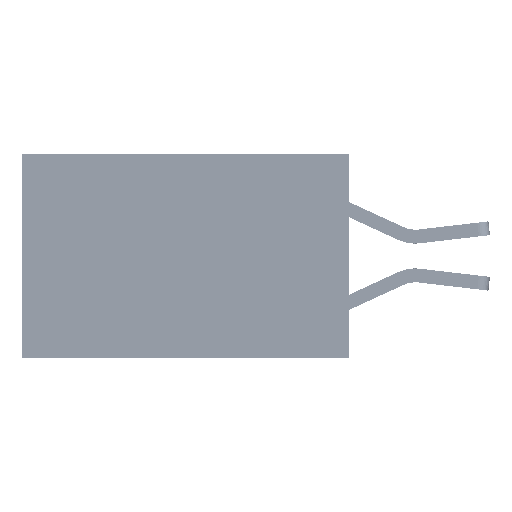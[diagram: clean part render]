
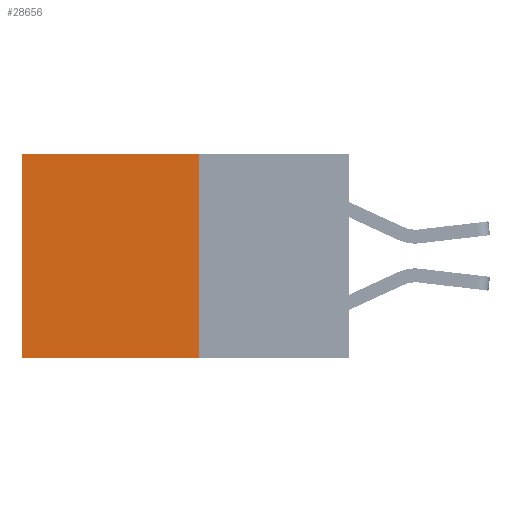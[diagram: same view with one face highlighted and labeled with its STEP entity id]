
A CAD part, left-side view. The second image highlights one B-rep face of the part: STEP entity #28656.
In plain terms, the highlighted planar face has unit normal (-1, 0, 0).
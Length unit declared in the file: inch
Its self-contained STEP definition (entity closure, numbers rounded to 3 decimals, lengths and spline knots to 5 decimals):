
#841 = VERTEX_POINT ( 'NONE', #33946 ) ;
#1068 = DIRECTION ( 'NONE',  ( 0., 1., 0. ) ) ;
#3359 = DIRECTION ( 'NONE',  ( 0., 0., -1. ) ) ;
#3511 = VECTOR ( 'NONE', #7078, 39.37008 ) ;
#5622 = DIRECTION ( 'NONE',  ( 0., 1., 0. ) ) ;
#6249 = VERTEX_POINT ( 'NONE', #17091 ) ;
#7078 = DIRECTION ( 'NONE',  ( 0., 0., -1. ) ) ;
#9320 = EDGE_CURVE ( 'NONE', #12500, #841, #33639, .T. ) ;
#10745 = FACE_OUTER_BOUND ( 'NONE', #19750, .T. ) ;
#12500 = VERTEX_POINT ( 'NONE', #12989 ) ;
#12933 = VERTEX_POINT ( 'NONE', #19854 ) ;
#12989 = CARTESIAN_POINT ( 'NONE',  ( 0.277, 0.27, -0.37 ) ) ;
#13321 = AXIS2_PLACEMENT_3D ( 'NONE', #32694, #19455, #3359 ) ;
#15976 = ORIENTED_EDGE ( 'NONE', *, *, #30340, .F. ) ;
#16753 = PLANE ( 'NONE',  #13321 ) ;
#16764 = LINE ( 'NONE', #17146, #24669 ) ;
#17091 = CARTESIAN_POINT ( 'NONE',  ( 0.277, 0.59, 0. ) ) ;
#17146 = CARTESIAN_POINT ( 'NONE',  ( 0.277, 0.27, 0. ) ) ;
#18049 = VECTOR ( 'NONE', #21256, 39.37008 ) ;
#19455 = DIRECTION ( 'NONE',  ( 1., 0., 0. ) ) ;
#19750 = EDGE_LOOP ( 'NONE', ( #25499, #24269, #15976, #28044 ) ) ;
#19854 = CARTESIAN_POINT ( 'NONE',  ( 0.277, 0.27, 0. ) ) ;
#19978 = EDGE_CURVE ( 'NONE', #12933, #6249, #16764, .T. ) ;
#21256 = DIRECTION ( 'NONE',  ( 0., 0., -1. ) ) ;
#23061 = CARTESIAN_POINT ( 'NONE',  ( 0.277, 0.27, -0.37 ) ) ;
#24269 = ORIENTED_EDGE ( 'NONE', *, *, #9320, .F. ) ;
#24669 = VECTOR ( 'NONE', #1068, 39.37008 ) ;
#25087 = LINE ( 'NONE', #31815, #18049 ) ;
#25499 = ORIENTED_EDGE ( 'NONE', *, *, #33791, .T. ) ;
#26842 = CARTESIAN_POINT ( 'NONE',  ( 0.277, 0.27, -0.37 ) ) ;
#28044 = ORIENTED_EDGE ( 'NONE', *, *, #19978, .T. ) ;
#28656 = ADVANCED_FACE ( 'NONE', ( #10745 ), #16753, .F. ) ;
#29430 = LINE ( 'NONE', #23061, #3511 ) ;
#30340 = EDGE_CURVE ( 'NONE', #12933, #12500, #29430, .T. ) ;
#31815 = CARTESIAN_POINT ( 'NONE',  ( 0.277, 0.59, -0.37 ) ) ;
#32694 = CARTESIAN_POINT ( 'NONE',  ( 0.277, 0.27, -0.37 ) ) ;
#32798 = VECTOR ( 'NONE', #5622, 39.37008 ) ;
#33639 = LINE ( 'NONE', #26842, #32798 ) ;
#33791 = EDGE_CURVE ( 'NONE', #6249, #841, #25087, .T. ) ;
#33946 = CARTESIAN_POINT ( 'NONE',  ( 0.277, 0.59, -0.37 ) ) ;
